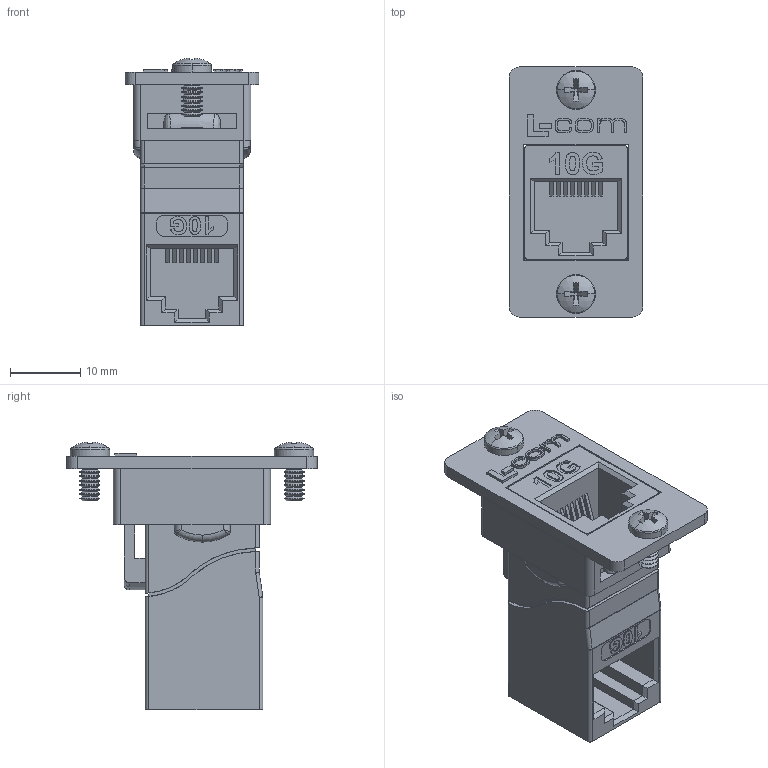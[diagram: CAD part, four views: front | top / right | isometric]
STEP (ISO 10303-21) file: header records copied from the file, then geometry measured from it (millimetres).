
FILE_DESCRIPTION (( 'STEP AP214' ), '1' );
FILE_NAME ('ECF504-R6A.STEP', '2013-10-31T12:45:51', ( 'L-Com' ), ( 'L-Com Global Connectivity' ), 'SwSTEP 2.0', 'SolidWorks 2012', '' );
FILE_SCHEMA (( 'AUTOMOTIVE_DESIGN' ));
Length unit declared in the file: inch
Products named in the file (4): 91772A106_default; TDG1026K-RC6A; ECF-SK_with Global Connectivity logo; ECF504-R6A
Assembly tree (4 placements, depth 2):
  ECF504-R6A
    ECF-SK_with Global Connectivity logo
    TDG1026K-RC6A
    91772A106_default  x2
Bounding box: 19.05 x 35.56 x 38.07 mm (x, y, z)
Volume: 8380.9 mm3; surface area: 6824.9 mm2
Topology: 7 solids, 7 shells, 1093 faces, 2899 edges, 1897 vertices
Faces by surface type: plane 592, bspline 318, cylinder 89, cone 76, torus 12, sphere 6
Entity records: 47411 total; most frequent: CARTESIAN_POINT 23098, ORIENTED_EDGE 5386, DIRECTION 3661, EDGE_CURVE 2693, LINE 1815, VECTOR 1815, VERTEX_POINT 1773, EDGE_LOOP 1140
